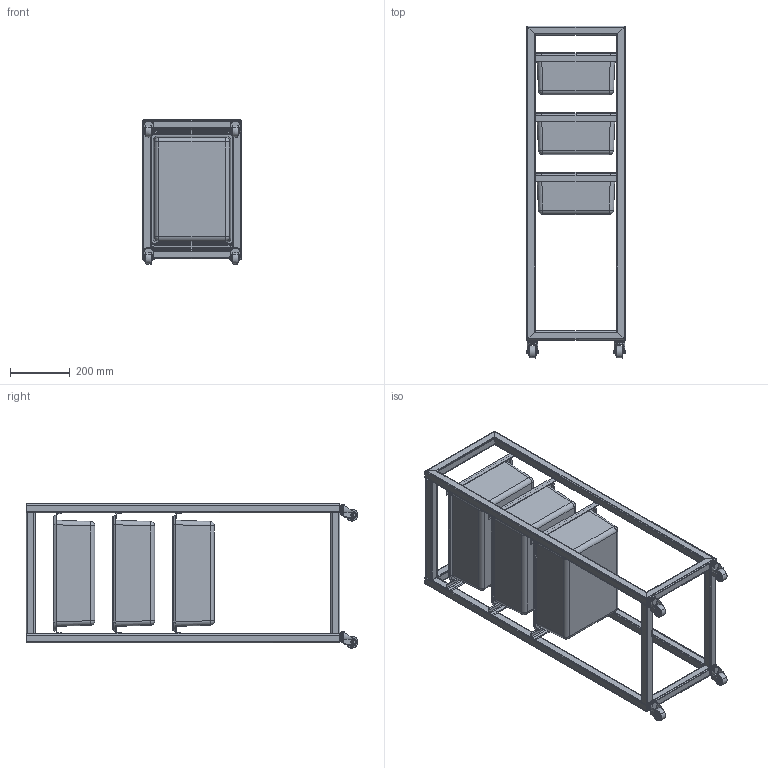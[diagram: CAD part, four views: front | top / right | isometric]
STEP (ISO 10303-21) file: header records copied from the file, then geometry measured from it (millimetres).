
FILE_DESCRIPTION (( 'STEP AP203' ), '1' );
FILE_NAME ('Shredded plastic trolley.STEP', '2019-12-26T22:00:27', ( '' ), ( '' ), 'SwSTEP 2.0', 'SolidWorks 2016', '' );
FILE_SCHEMA (( 'CONFIG_CONTROL_DESIGN' ));
Length unit declared in the file: millimetre
Products named in the file (1): Shredded plastic trolley
Bounding box: 330 x 1109.96 x 482.91 mm (x, y, z)
Volume: 5706222.7 mm3; surface area: 3269355.2 mm2
Topology: 80 solids, 80 shells, 1180 faces, 2695 edges, 1662 vertices
Faces by surface type: plane 535, cylinder 465, cone 96, bspline 60, sphere 24
Entity records: 36437 total; most frequent: CARTESIAN_POINT 10598, ORIENTED_EDGE 5342, DIRECTION 5268, EDGE_CURVE 2671, AXIS2_PLACEMENT_3D 1976, VERTEX_POINT 1662, VECTOR 1316, LINE 1316
